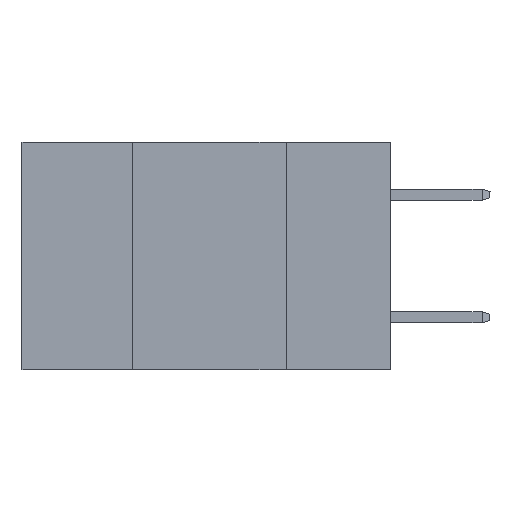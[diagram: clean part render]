
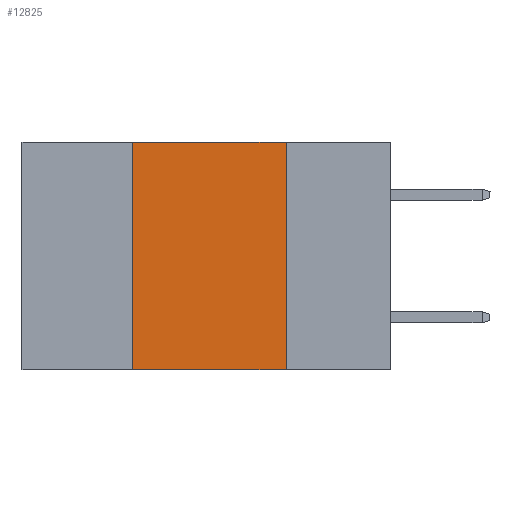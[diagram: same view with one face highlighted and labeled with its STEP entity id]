
A CAD part, left-side view. The second image highlights one B-rep face of the part: STEP entity #12825.
In plain terms, the highlighted planar face has unit normal (-1, 0, 0).
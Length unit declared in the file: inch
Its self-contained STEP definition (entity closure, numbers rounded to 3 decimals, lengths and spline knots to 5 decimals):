
#264 = VECTOR ( 'NONE', #4894, 39.37008 ) ;
#271 = LINE ( 'NONE', #3942, #5507 ) ;
#285 = CARTESIAN_POINT ( 'NONE',  ( 0., 0.42, -0.37 ) ) ;
#727 = VERTEX_POINT ( 'NONE', #14054 ) ;
#1097 = ORIENTED_EDGE ( 'NONE', *, *, #15373, .T. ) ;
#1712 = VERTEX_POINT ( 'NONE', #285 ) ;
#3310 = ORIENTED_EDGE ( 'NONE', *, *, #11380, .F. ) ;
#3638 = VECTOR ( 'NONE', #13431, 39.37008 ) ;
#3942 = CARTESIAN_POINT ( 'NONE',  ( 0., 0.6, -0.37 ) ) ;
#3967 = EDGE_LOOP ( 'NONE', ( #5553, #3310, #9788, #1097 ) ) ;
#4299 = VERTEX_POINT ( 'NONE', #10682 ) ;
#4668 = LINE ( 'NONE', #9413, #264 ) ;
#4894 = DIRECTION ( 'NONE',  ( 0., 0., -1. ) ) ;
#5331 = CARTESIAN_POINT ( 'NONE',  ( 0., 0.6, 0. ) ) ;
#5507 = VECTOR ( 'NONE', #11967, 39.37008 ) ;
#5553 = ORIENTED_EDGE ( 'NONE', *, *, #14910, .F. ) ;
#6110 = DIRECTION ( 'NONE',  ( 0., -1., 0. ) ) ;
#6193 = VECTOR ( 'NONE', #6110, 39.37008 ) ;
#6410 = FACE_OUTER_BOUND ( 'NONE', #3967, .T. ) ;
#6477 = CARTESIAN_POINT ( 'NONE',  ( 0., 0.42, 0. ) ) ;
#6838 = VERTEX_POINT ( 'NONE', #14312 ) ;
#7857 = EDGE_CURVE ( 'NONE', #1712, #6838, #11089, .T. ) ;
#9413 = CARTESIAN_POINT ( 'NONE',  ( 0., 0.17, 0. ) ) ;
#9788 = ORIENTED_EDGE ( 'NONE', *, *, #7857, .F. ) ;
#10157 = DIRECTION ( 'NONE',  ( 1., 0., 0. ) ) ;
#10682 = CARTESIAN_POINT ( 'NONE',  ( 0., 0.17, -0.37 ) ) ;
#10915 = AXIS2_PLACEMENT_3D ( 'NONE', #5331, #10157, #13437 ) ;
#11089 = LINE ( 'NONE', #6477, #3638 ) ;
#11380 = EDGE_CURVE ( 'NONE', #6838, #727, #13362, .T. ) ;
#11967 = DIRECTION ( 'NONE',  ( 0., -1., 0. ) ) ;
#12193 = CARTESIAN_POINT ( 'NONE',  ( 0., 0.6, 0. ) ) ;
#12825 = ADVANCED_FACE ( 'NONE', ( #6410 ), #14818, .F. ) ;
#13362 = LINE ( 'NONE', #12193, #6193 ) ;
#13431 = DIRECTION ( 'NONE',  ( 0., 0., 1. ) ) ;
#13437 = DIRECTION ( 'NONE',  ( 0., 0., -1. ) ) ;
#14054 = CARTESIAN_POINT ( 'NONE',  ( 0., 0.17, 0. ) ) ;
#14312 = CARTESIAN_POINT ( 'NONE',  ( 0., 0.42, 0. ) ) ;
#14818 = PLANE ( 'NONE',  #10915 ) ;
#14910 = EDGE_CURVE ( 'NONE', #727, #4299, #4668, .T. ) ;
#15373 = EDGE_CURVE ( 'NONE', #1712, #4299, #271, .T. ) ;
